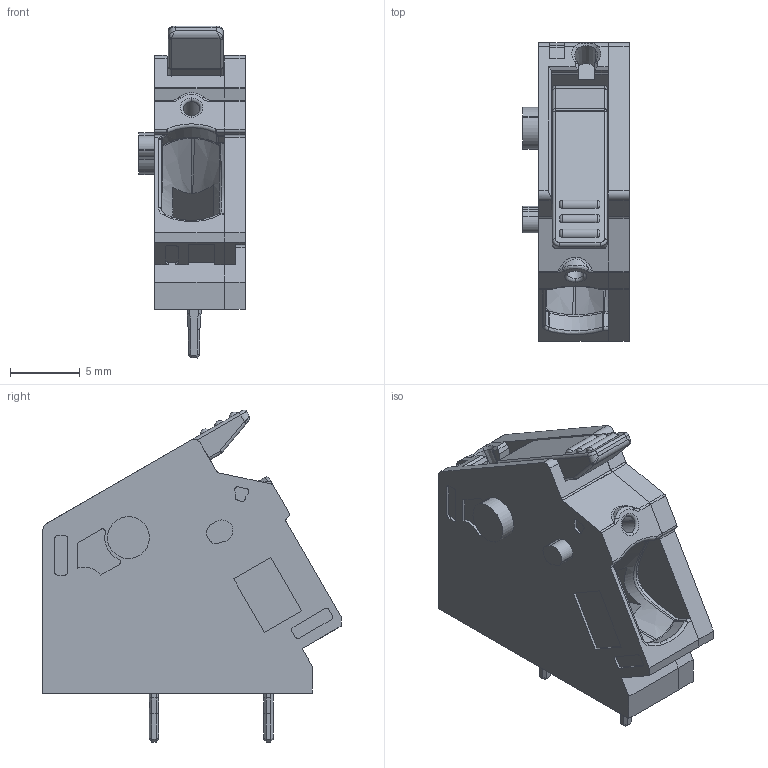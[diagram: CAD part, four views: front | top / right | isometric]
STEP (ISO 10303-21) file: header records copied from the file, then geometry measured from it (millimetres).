
FILE_DESCRIPTION(('STEP AP242'),'1');
FILE_NAME('1190362.stp','2025-02-08T08:15:37',('TraceParts'),('TraceParts S.A.'),'Spatial InterOp 3D',' ',' ');
FILE_SCHEMA(('AP242_MANAGED_MODEL_BASED_3D_ENGINEERING_MIM_LF {1 0 10303 442 1 1 4}'));
Length unit declared in the file: millimetre
Products named in the file (1): 1190362_1
Bounding box: 7.63 x 21.35 x 23.78 mm (x, y, z)
Volume: 1587.1 mm3; surface area: 2135.5 mm2
Topology: 5 solids, 5 shells, 893 faces, 2381 edges, 1539 vertices
Faces by surface type: plane 541, cylinder 236, bspline 76, torus 22, sphere 9, cone 9
Entity records: 60825 total; most frequent: CARTESIAN_POINT 20534, ORIENTED_EDGE 4740, DIRECTION 4212, STYLED_ITEM 3153, PRESENTATION_STYLE_ASSIGNMENT 3153, COLOUR_RGB 3153, EDGE_CURVE 2370, CURVE_STYLE 2255
